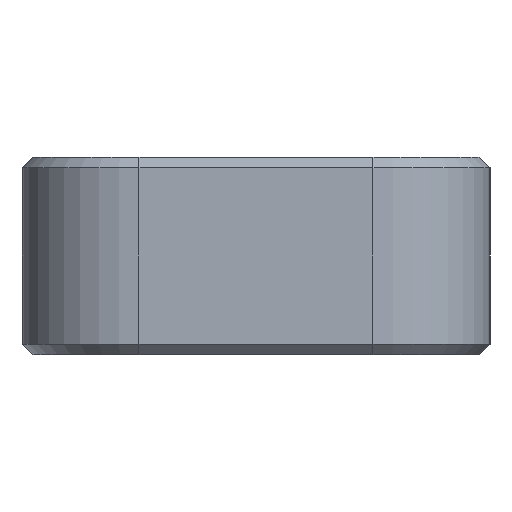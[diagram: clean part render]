
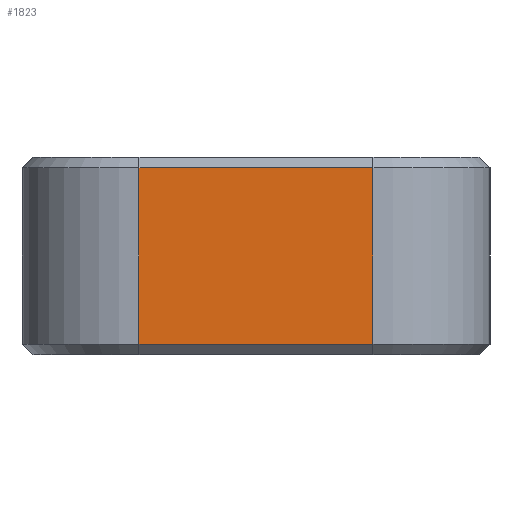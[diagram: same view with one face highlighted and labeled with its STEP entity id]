
A CAD part, left-side view. The second image highlights one B-rep face of the part: STEP entity #1823.
In plain terms, the highlighted planar face has unit normal (-1, 0, 0).
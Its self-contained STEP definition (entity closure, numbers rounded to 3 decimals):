
#44 = CYLINDRICAL_SURFACE('',#45,4.5);
#45 = AXIS2_PLACEMENT_3D('',#46,#47,#48);
#46 = CARTESIAN_POINT('',(-22.5,4.5,0.));
#47 = DIRECTION('',(-0.,-0.,-1.));
#48 = DIRECTION('',(1.,0.,0.));
#311 = VERTEX_POINT('',#312);
#312 = CARTESIAN_POINT('',(-27.,4.5,7.2));
#339 = EDGE_CURVE('',#340,#311,#342,.T.);
#340 = VERTEX_POINT('',#341);
#341 = CARTESIAN_POINT('',(-27.,4.5,0.4));
#342 = SURFACE_CURVE('',#343,(#347,#354),.PCURVE_S1.);
#343 = LINE('',#344,#345);
#344 = CARTESIAN_POINT('',(-27.,4.5,4.6));
#345 = VECTOR('',#346,1.);
#346 = DIRECTION('',(0.,0.,1.));
#347 = PCURVE('',#44,#348);
#348 = DEFINITIONAL_REPRESENTATION('',(#349),#353);
#349 = LINE('',#350,#351);
#350 = CARTESIAN_POINT('',(-3.142,-4.6));
#351 = VECTOR('',#352,1.);
#352 = DIRECTION('',(-0.,-1.));
#353 = ( GEOMETRIC_REPRESENTATION_CONTEXT(2) 
PARAMETRIC_REPRESENTATION_CONTEXT() REPRESENTATION_CONTEXT('2D SPACE',''
  ) );
#354 = PCURVE('',#355,#360);
#355 = PLANE('',#356);
#356 = AXIS2_PLACEMENT_3D('',#357,#358,#359);
#357 = CARTESIAN_POINT('',(-27.,0.,3.4));
#358 = DIRECTION('',(-1.,0.,0.));
#359 = DIRECTION('',(0.,-1.,0.));
#360 = DEFINITIONAL_REPRESENTATION('',(#361),#365);
#361 = LINE('',#362,#363);
#362 = CARTESIAN_POINT('',(-4.5,1.2));
#363 = VECTOR('',#364,1.);
#364 = DIRECTION('',(0.,1.));
#365 = ( GEOMETRIC_REPRESENTATION_CONTEXT(2) 
PARAMETRIC_REPRESENTATION_CONTEXT() REPRESENTATION_CONTEXT('2D SPACE',''
  ) );
#1731 = PLANE('',#1732);
#1732 = AXIS2_PLACEMENT_3D('',#1733,#1734,#1735);
#1733 = CARTESIAN_POINT('',(-26.8,4.5,0.2));
#1734 = DIRECTION('',(0.707,0.,0.707));
#1735 = DIRECTION('',(0.,-1.,0.));
#1784 = PLANE('',#1785);
#1785 = AXIS2_PLACEMENT_3D('',#1786,#1787,#1788);
#1786 = CARTESIAN_POINT('',(-26.8,-4.5,7.4));
#1787 = DIRECTION('',(-0.707,0.,0.707));
#1788 = DIRECTION('',(0.,-1.,0.));
#1823 = ADVANCED_FACE('',(#1824),#355,.T.);
#1824 = FACE_BOUND('',#1825,.T.);
#1825 = EDGE_LOOP('',(#1826,#1856,#1877,#1878));
#1826 = ORIENTED_EDGE('',*,*,#1827,.F.);
#1827 = EDGE_CURVE('',#1828,#1830,#1832,.T.);
#1828 = VERTEX_POINT('',#1829);
#1829 = CARTESIAN_POINT('',(-27.,-4.5,7.2));
#1830 = VERTEX_POINT('',#1831);
#1831 = CARTESIAN_POINT('',(-27.,-4.5,0.4));
#1832 = SURFACE_CURVE('',#1833,(#1837,#1844),.PCURVE_S1.);
#1833 = LINE('',#1834,#1835);
#1834 = CARTESIAN_POINT('',(-27.,-4.5,0.4));
#1835 = VECTOR('',#1836,1.);
#1836 = DIRECTION('',(0.,0.,-1.));
#1837 = PCURVE('',#355,#1838);
#1838 = DEFINITIONAL_REPRESENTATION('',(#1839),#1843);
#1839 = LINE('',#1840,#1841);
#1840 = CARTESIAN_POINT('',(4.5,-3.));
#1841 = VECTOR('',#1842,1.);
#1842 = DIRECTION('',(0.,-1.));
#1843 = ( GEOMETRIC_REPRESENTATION_CONTEXT(2) 
PARAMETRIC_REPRESENTATION_CONTEXT() REPRESENTATION_CONTEXT('2D SPACE',''
  ) );
#1844 = PCURVE('',#1845,#1850);
#1845 = CYLINDRICAL_SURFACE('',#1846,4.5);
#1846 = AXIS2_PLACEMENT_3D('',#1847,#1848,#1849);
#1847 = CARTESIAN_POINT('',(-22.5,-4.5,0.));
#1848 = DIRECTION('',(-0.,-0.,-1.));
#1849 = DIRECTION('',(1.,0.,0.));
#1850 = DEFINITIONAL_REPRESENTATION('',(#1851),#1855);
#1851 = LINE('',#1852,#1853);
#1852 = CARTESIAN_POINT('',(-3.142,-0.4));
#1853 = VECTOR('',#1854,1.);
#1854 = DIRECTION('',(-0.,1.));
#1855 = ( GEOMETRIC_REPRESENTATION_CONTEXT(2) 
PARAMETRIC_REPRESENTATION_CONTEXT() REPRESENTATION_CONTEXT('2D SPACE',''
  ) );
#1856 = ORIENTED_EDGE('',*,*,#1857,.T.);
#1857 = EDGE_CURVE('',#1828,#311,#1858,.T.);
#1858 = SURFACE_CURVE('',#1859,(#1863,#1870),.PCURVE_S1.);
#1859 = LINE('',#1860,#1861);
#1860 = CARTESIAN_POINT('',(-27.,-4.5,7.2));
#1861 = VECTOR('',#1862,1.);
#1862 = DIRECTION('',(0.,1.,0.));
#1863 = PCURVE('',#355,#1864);
#1864 = DEFINITIONAL_REPRESENTATION('',(#1865),#1869);
#1865 = LINE('',#1866,#1867);
#1866 = CARTESIAN_POINT('',(4.5,3.8));
#1867 = VECTOR('',#1868,1.);
#1868 = DIRECTION('',(-1.,0.));
#1869 = ( GEOMETRIC_REPRESENTATION_CONTEXT(2) 
PARAMETRIC_REPRESENTATION_CONTEXT() REPRESENTATION_CONTEXT('2D SPACE',''
  ) );
#1870 = PCURVE('',#1784,#1871);
#1871 = DEFINITIONAL_REPRESENTATION('',(#1872),#1876);
#1872 = LINE('',#1873,#1874);
#1873 = CARTESIAN_POINT('',(0.,-0.283));
#1874 = VECTOR('',#1875,1.);
#1875 = DIRECTION('',(-1.,0.));
#1876 = ( GEOMETRIC_REPRESENTATION_CONTEXT(2) 
PARAMETRIC_REPRESENTATION_CONTEXT() REPRESENTATION_CONTEXT('2D SPACE',''
  ) );
#1877 = ORIENTED_EDGE('',*,*,#339,.F.);
#1878 = ORIENTED_EDGE('',*,*,#1879,.T.);
#1879 = EDGE_CURVE('',#340,#1830,#1880,.T.);
#1880 = SURFACE_CURVE('',#1881,(#1885,#1892),.PCURVE_S1.);
#1881 = LINE('',#1882,#1883);
#1882 = CARTESIAN_POINT('',(-27.,4.5,0.4));
#1883 = VECTOR('',#1884,1.);
#1884 = DIRECTION('',(0.,-1.,0.));
#1885 = PCURVE('',#355,#1886);
#1886 = DEFINITIONAL_REPRESENTATION('',(#1887),#1891);
#1887 = LINE('',#1888,#1889);
#1888 = CARTESIAN_POINT('',(-4.5,-3.));
#1889 = VECTOR('',#1890,1.);
#1890 = DIRECTION('',(1.,0.));
#1891 = ( GEOMETRIC_REPRESENTATION_CONTEXT(2) 
PARAMETRIC_REPRESENTATION_CONTEXT() REPRESENTATION_CONTEXT('2D SPACE',''
  ) );
#1892 = PCURVE('',#1731,#1893);
#1893 = DEFINITIONAL_REPRESENTATION('',(#1894),#1898);
#1894 = LINE('',#1895,#1896);
#1895 = CARTESIAN_POINT('',(0.,-0.283));
#1896 = VECTOR('',#1897,1.);
#1897 = DIRECTION('',(1.,0.));
#1898 = ( GEOMETRIC_REPRESENTATION_CONTEXT(2) 
PARAMETRIC_REPRESENTATION_CONTEXT() REPRESENTATION_CONTEXT('2D SPACE',''
  ) );
